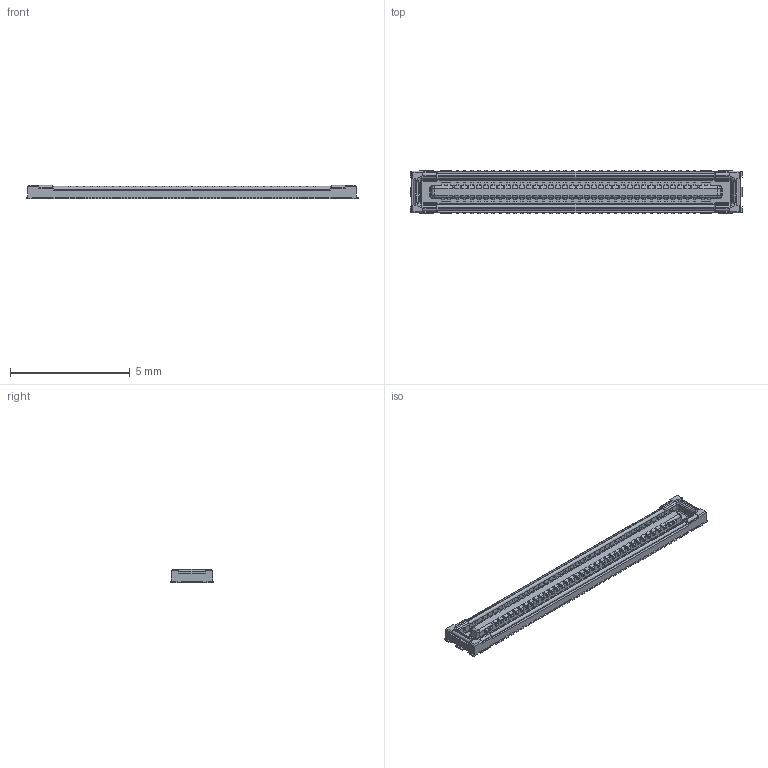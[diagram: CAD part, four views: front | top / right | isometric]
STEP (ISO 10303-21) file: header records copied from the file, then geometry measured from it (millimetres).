
FILE_DESCRIPTION((''),'2;1');
FILE_NAME('BB0043R68A_3D_20240621','2024-12-11T',('工程三'),(''),'PRO/ENGINEER BY PARAMETRIC TECHNOLOGY CORPORATION, 2010280','PRO/ENGINEER BY PARAMETRIC TECHNOLOGY CORPORATION, 2010280','');
FILE_SCHEMA(('CONFIG_CONTROL_DESIGN'));
Products named in the file (1): BB0043R68A_3D_20240621
Bounding box: 13.85 x 1.8 x 0.55 mm (x, y, z)
Volume: 8.1 mm3; surface area: 90 mm2
Topology: 1 solids, 5 shells, 3513 faces, 9928 edges, 6428 vertices
Faces by surface type: plane 2257, cylinder 890, cone 180, torus 170, bspline 12, sphere 4
Entity records: 117975 total; most frequent: CARTESIAN_POINT 27754, ORIENTED_EDGE 19848, DIRECTION 17608, EDGE_CURVE 9924, VECTOR 6546, LINE 6546, VERTEX_POINT 6428, AXIS2_PLACEMENT_3D 5531
